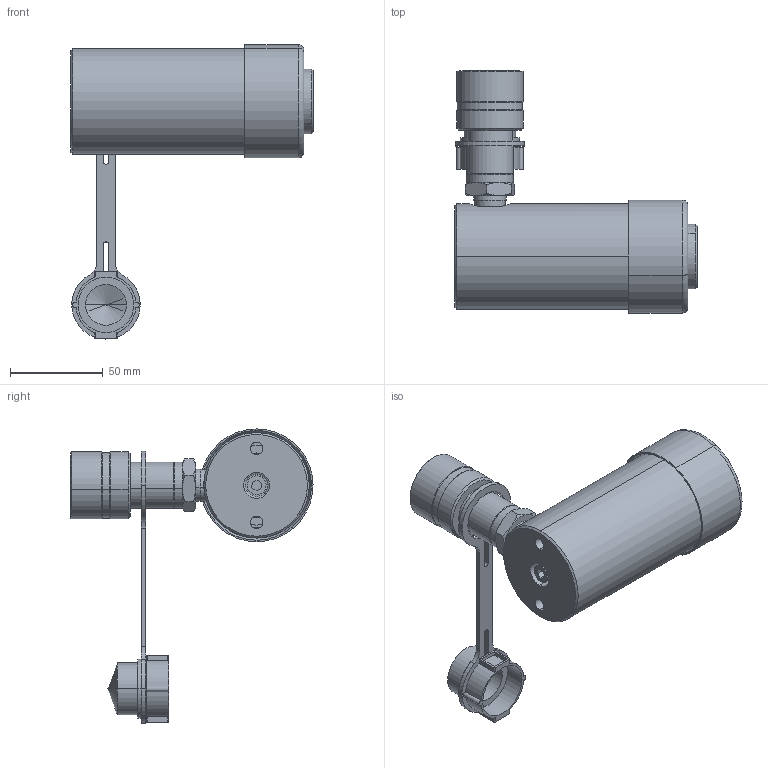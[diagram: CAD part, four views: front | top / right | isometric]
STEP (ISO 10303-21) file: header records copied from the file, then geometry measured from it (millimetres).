
FILE_DESCRIPTION (( 'STEP AP214' ), '1' );
FILE_NAME ('HSS102.STEP', '2016-02-09T11:15:23', ( '' ), ( '' ), 'SwSTEP 2.0', 'SolidWorks 2015', '' );
FILE_SCHEMA (( 'AUTOMOTIVE_DESIGN' ));
Length unit declared in the file: millimetre
Products named in the file (1): HSS102
Bounding box: 131 x 130.8 x 159 mm (x, y, z)
Surface area: 66694.3 mm2 (no closed solid volume)
Topology: 0 solids, 10 shells, 189 faces, 469 edges, 303 vertices
Faces by surface type: cylinder 83, plane 60, cone 38, torus 8
Entity records: 7912 total; most frequent: CARTESIAN_POINT 1198, DIRECTION 1047, ORIENTED_EDGE 874, EDGE_CURVE 467, AXIS2_PLACEMENT_3D 424, VERTEX_POINT 303, CIRCLE 234, EDGE_LOOP 220
